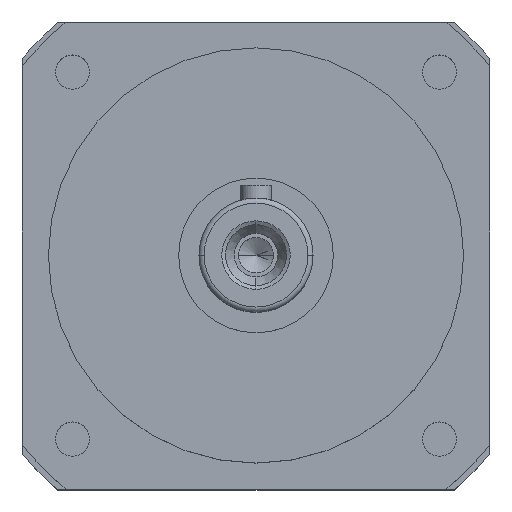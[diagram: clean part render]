
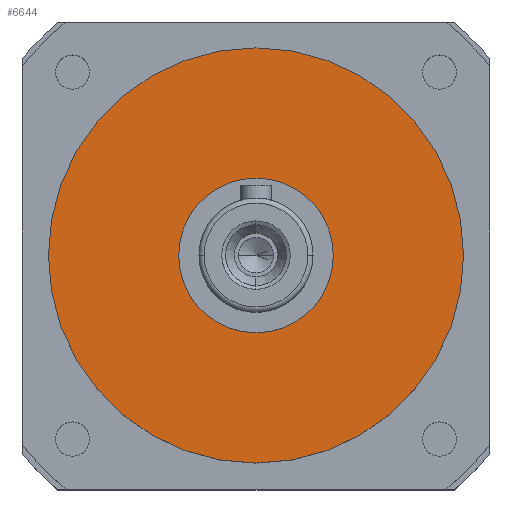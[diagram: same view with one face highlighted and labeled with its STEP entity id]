
A CAD part, top view. The second image highlights one B-rep face of the part: STEP entity #6644.
In plain terms, the highlighted planar face has unit normal (0, 0, 1).
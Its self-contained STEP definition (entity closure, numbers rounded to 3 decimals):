
#341 = CIRCLE ( 'NONE', #6887, 40. ) ;
#352 = PLANE ( 'NONE',  #3862 ) ;
#1154 = DIRECTION ( 'NONE',  ( 1., 0., 0. ) ) ;
#1865 = VERTEX_POINT ( 'NONE', #3700 ) ;
#2176 = EDGE_CURVE ( 'NONE', #1865, #2484, #9688, .T. ) ;
#2484 = VERTEX_POINT ( 'NONE', #5518 ) ;
#2954 = CARTESIAN_POINT ( 'NONE',  ( 0., 0., 60. ) ) ;
#3700 = CARTESIAN_POINT ( 'NONE',  ( -40., 0., 60. ) ) ;
#3753 = DIRECTION ( 'NONE',  ( 1., 0., 0. ) ) ;
#3802 = AXIS2_PLACEMENT_3D ( 'NONE', #9125, #4383, #9916 ) ;
#3862 = AXIS2_PLACEMENT_3D ( 'NONE', #4296, #9010, #1154 ) ;
#4296 = CARTESIAN_POINT ( 'NONE',  ( 0., 0., 60. ) ) ;
#4383 = DIRECTION ( 'NONE',  ( 0., 0., 1. ) ) ;
#4753 = EDGE_CURVE ( 'NONE', #2484, #1865, #341, .T. ) ;
#4833 = ORIENTED_EDGE ( 'NONE', *, *, #4753, .T. ) ;
#5518 = CARTESIAN_POINT ( 'NONE',  ( 40., 0., 60. ) ) ;
#6363 = FACE_OUTER_BOUND ( 'NONE', #7403, .T. ) ;
#6644 = ADVANCED_FACE ( 'NONE', ( #6363 ), #352, .T. ) ;
#6655 = ORIENTED_EDGE ( 'NONE', *, *, #2176, .T. ) ;
#6887 = AXIS2_PLACEMENT_3D ( 'NONE', #2954, #8502, #3753 ) ;
#7403 = EDGE_LOOP ( 'NONE', ( #6655, #4833 ) ) ;
#8502 = DIRECTION ( 'NONE',  ( 0., 0., 1. ) ) ;
#9010 = DIRECTION ( 'NONE',  ( 0., 0., 1. ) ) ;
#9125 = CARTESIAN_POINT ( 'NONE',  ( 0., 0., 60. ) ) ;
#9688 = CIRCLE ( 'NONE', #3802, 40. ) ;
#9916 = DIRECTION ( 'NONE',  ( 1., 0., 0. ) ) ;
